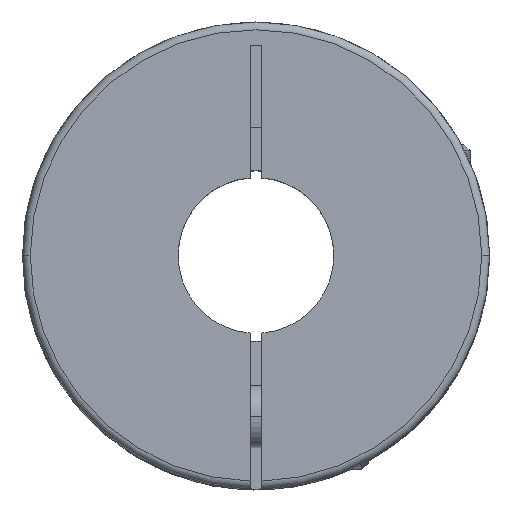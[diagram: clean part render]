
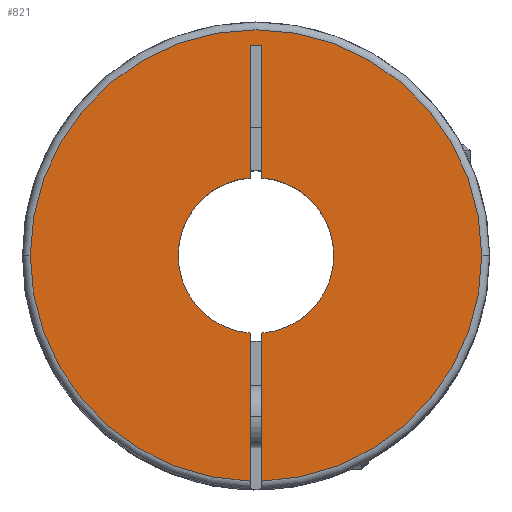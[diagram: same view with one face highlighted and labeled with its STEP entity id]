
A CAD part, top view. The second image highlights one B-rep face of the part: STEP entity #821.
In plain terms, the highlighted planar face has unit normal (0, 0, 1).
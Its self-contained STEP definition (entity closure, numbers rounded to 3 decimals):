
#1 = CARTESIAN_POINT ( 'NONE',  ( -0.75, 9.972, 0. ) ) ;
#51 = DIRECTION ( 'NONE',  ( 0., 0., -1. ) ) ;
#65 = VERTEX_POINT ( 'NONE', #1346 ) ;
#202 = DIRECTION ( 'NONE',  ( 0., 0., -1. ) ) ;
#304 = CARTESIAN_POINT ( 'NONE',  ( 0.75, -30., 0. ) ) ;
#409 = CARTESIAN_POINT ( 'NONE',  ( 0., 0., 0. ) ) ;
#513 = DIRECTION ( 'NONE',  ( -1., 0., 0. ) ) ;
#529 = CIRCLE ( 'NONE', #2142, 10. ) ;
#564 = CARTESIAN_POINT ( 'NONE',  ( -0.75, 27., 0. ) ) ;
#612 = LINE ( 'NONE', #2143, #2800 ) ;
#675 = VERTEX_POINT ( 'NONE', #1089 ) ;
#759 = DIRECTION ( 'NONE',  ( 0., 0., -1. ) ) ;
#773 = CARTESIAN_POINT ( 'NONE',  ( 0., 0., 0. ) ) ;
#797 = LINE ( 'NONE', #3915, #1967 ) ;
#821 = ADVANCED_FACE ( 'NONE', ( #1171 ), #1133, .F. ) ;
#836 = ORIENTED_EDGE ( 'NONE', *, *, #2450, .T. ) ;
#866 = CIRCLE ( 'NONE', #3639, 10. ) ;
#881 = VERTEX_POINT ( 'NONE', #1853 ) ;
#883 = LINE ( 'NONE', #3325, #2105 ) ;
#1016 = ORIENTED_EDGE ( 'NONE', *, *, #2689, .F. ) ;
#1068 = CARTESIAN_POINT ( 'NONE',  ( -0.75, 27., 0. ) ) ;
#1089 = CARTESIAN_POINT ( 'NONE',  ( -0.75, -9.972, 0. ) ) ;
#1091 = DIRECTION ( 'NONE',  ( 0., 0., -1. ) ) ;
#1133 = PLANE ( 'NONE',  #2617 ) ;
#1155 = EDGE_LOOP ( 'NONE', ( #2002, #1162, #2195, #3068, #1400, #1016, #3831, #836, #2713, #3096, #1243 ) ) ;
#1162 = ORIENTED_EDGE ( 'NONE', *, *, #2738, .F. ) ;
#1171 = FACE_OUTER_BOUND ( 'NONE', #1155, .T. ) ;
#1218 = LINE ( 'NONE', #304, #3816 ) ;
#1243 = ORIENTED_EDGE ( 'NONE', *, *, #1310, .F. ) ;
#1288 = DIRECTION ( 'NONE',  ( -1., 0., 0. ) ) ;
#1303 = CIRCLE ( 'NONE', #2203, 29. ) ;
#1310 = EDGE_CURVE ( 'NONE', #3849, #3078, #1376, .T. ) ;
#1346 = CARTESIAN_POINT ( 'NONE',  ( 0.75, 27., 0. ) ) ;
#1361 = DIRECTION ( 'NONE',  ( -1., 0., 0. ) ) ;
#1376 = CIRCLE ( 'NONE', #3313, 29. ) ;
#1400 = ORIENTED_EDGE ( 'NONE', *, *, #3427, .F. ) ;
#1489 = DIRECTION ( 'NONE',  ( 0., -1., 0. ) ) ;
#1504 = EDGE_CURVE ( 'NONE', #881, #3667, #866, .T. ) ;
#1537 = AXIS2_PLACEMENT_3D ( 'NONE', #2831, #3066, #3800 ) ;
#1641 = EDGE_CURVE ( 'NONE', #2646, #65, #612, .T. ) ;
#1657 = DIRECTION ( 'NONE',  ( -1., 0., 0. ) ) ;
#1779 = CARTESIAN_POINT ( 'NONE',  ( 29., 0., 0. ) ) ;
#1812 = CARTESIAN_POINT ( 'NONE',  ( 0., 0., 0. ) ) ;
#1853 = CARTESIAN_POINT ( 'NONE',  ( -10., 0., 0. ) ) ;
#1957 = DIRECTION ( 'NONE',  ( -1., 0., 0. ) ) ;
#1959 = EDGE_CURVE ( 'NONE', #3078, #3966, #1303, .T. ) ;
#1967 = VECTOR ( 'NONE', #513, 1000. ) ;
#1972 = CARTESIAN_POINT ( 'NONE',  ( 0., 0., 0. ) ) ;
#2002 = ORIENTED_EDGE ( 'NONE', *, *, #2768, .F. ) ;
#2027 = VERTEX_POINT ( 'NONE', #1068 ) ;
#2068 = LINE ( 'NONE', #564, #3578 ) ;
#2105 = VECTOR ( 'NONE', #1489, 1000. ) ;
#2142 = AXIS2_PLACEMENT_3D ( 'NONE', #409, #759, #1361 ) ;
#2143 = CARTESIAN_POINT ( 'NONE',  ( 0.75, -30., 0. ) ) ;
#2195 = ORIENTED_EDGE ( 'NONE', *, *, #2929, .T. ) ;
#2203 = AXIS2_PLACEMENT_3D ( 'NONE', #2238, #3696, #1288 ) ;
#2233 = CIRCLE ( 'NONE', #1537, 29. ) ;
#2238 = CARTESIAN_POINT ( 'NONE',  ( 0., 0., 0. ) ) ;
#2379 = CARTESIAN_POINT ( 'NONE',  ( 0.75, -28.99, 0. ) ) ;
#2450 = EDGE_CURVE ( 'NONE', #2646, #2965, #529, .T. ) ;
#2594 = CARTESIAN_POINT ( 'NONE',  ( -29., 0., 0. ) ) ;
#2617 = AXIS2_PLACEMENT_3D ( 'NONE', #1812, #202, #3901 ) ;
#2646 = VERTEX_POINT ( 'NONE', #3934 ) ;
#2667 = CARTESIAN_POINT ( 'NONE',  ( 0.75, -9.972, 0. ) ) ;
#2689 = EDGE_CURVE ( 'NONE', #65, #2027, #797, .T. ) ;
#2713 = ORIENTED_EDGE ( 'NONE', *, *, #3057, .F. ) ;
#2738 = EDGE_CURVE ( 'NONE', #675, #3040, #883, .T. ) ;
#2752 = CARTESIAN_POINT ( 'NONE',  ( -0.75, -28.99, 0. ) ) ;
#2768 = EDGE_CURVE ( 'NONE', #3040, #3849, #2233, .T. ) ;
#2800 = VECTOR ( 'NONE', #3621, 1000. ) ;
#2831 = CARTESIAN_POINT ( 'NONE',  ( 0., 0., 0. ) ) ;
#2912 = AXIS2_PLACEMENT_3D ( 'NONE', #1972, #1091, #1657 ) ;
#2929 = EDGE_CURVE ( 'NONE', #675, #881, #3753, .T. ) ;
#2965 = VERTEX_POINT ( 'NONE', #2667 ) ;
#3030 = DIRECTION ( 'NONE',  ( 0., -1., 0. ) ) ;
#3040 = VERTEX_POINT ( 'NONE', #2752 ) ;
#3057 = EDGE_CURVE ( 'NONE', #3966, #2965, #1218, .T. ) ;
#3066 = DIRECTION ( 'NONE',  ( 0., 0., -1. ) ) ;
#3068 = ORIENTED_EDGE ( 'NONE', *, *, #1504, .T. ) ;
#3078 = VERTEX_POINT ( 'NONE', #1779 ) ;
#3096 = ORIENTED_EDGE ( 'NONE', *, *, #1959, .F. ) ;
#3120 = DIRECTION ( 'NONE',  ( -1., 0., 0. ) ) ;
#3145 = CARTESIAN_POINT ( 'NONE',  ( 0., 0., 0. ) ) ;
#3200 = DIRECTION ( 'NONE',  ( 0., 0., -1. ) ) ;
#3313 = AXIS2_PLACEMENT_3D ( 'NONE', #3145, #51, #3120 ) ;
#3325 = CARTESIAN_POINT ( 'NONE',  ( -0.75, 27., 0. ) ) ;
#3427 = EDGE_CURVE ( 'NONE', #2027, #3667, #2068, .T. ) ;
#3578 = VECTOR ( 'NONE', #3030, 1000. ) ;
#3621 = DIRECTION ( 'NONE',  ( 0., 1., 0. ) ) ;
#3639 = AXIS2_PLACEMENT_3D ( 'NONE', #773, #3200, #1957 ) ;
#3667 = VERTEX_POINT ( 'NONE', #1 ) ;
#3696 = DIRECTION ( 'NONE',  ( 0., 0., -1. ) ) ;
#3697 = DIRECTION ( 'NONE',  ( 0., 1., 0. ) ) ;
#3753 = CIRCLE ( 'NONE', #2912, 10. ) ;
#3800 = DIRECTION ( 'NONE',  ( -1., 0., 0. ) ) ;
#3816 = VECTOR ( 'NONE', #3697, 1000. ) ;
#3831 = ORIENTED_EDGE ( 'NONE', *, *, #1641, .F. ) ;
#3849 = VERTEX_POINT ( 'NONE', #2594 ) ;
#3901 = DIRECTION ( 'NONE',  ( 0., -1., 0. ) ) ;
#3915 = CARTESIAN_POINT ( 'NONE',  ( 0.75, 27., 0. ) ) ;
#3934 = CARTESIAN_POINT ( 'NONE',  ( 0.75, 9.972, 0. ) ) ;
#3966 = VERTEX_POINT ( 'NONE', #2379 ) ;
